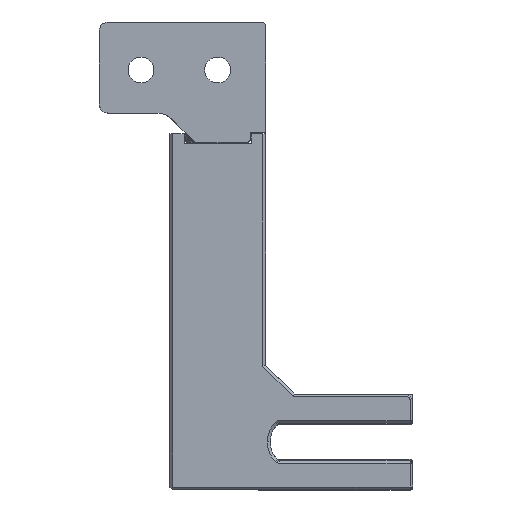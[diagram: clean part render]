
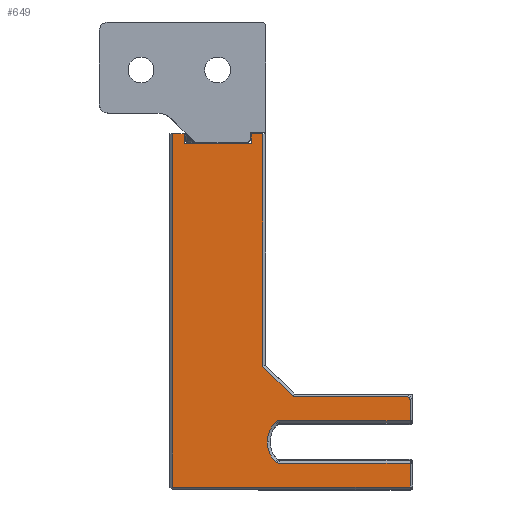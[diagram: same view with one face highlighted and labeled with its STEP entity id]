
A CAD part, top view. The second image highlights one B-rep face of the part: STEP entity #649.
In plain terms, the highlighted planar face has unit normal (0, 0, 1).
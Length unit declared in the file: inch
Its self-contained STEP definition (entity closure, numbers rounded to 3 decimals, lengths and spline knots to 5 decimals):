
#649=ADVANCED_FACE('',(#1382),#1383,.F.);
#1382=FACE_OUTER_BOUND('',#4090,.T.);
#1383=PLANE('',#4091);
#4090=EDGE_LOOP('',(#6036,#6037,#6038,#6039,#6040,#6041,#6042,#6043,#6044,#6045,#6046,#6047,#6048,#6049,#6050,#6051,#6052,#6053,#6054,#6055,#6056,#6057));
#4091=AXIS2_PLACEMENT_3D('',#6058,#6059,#6060);
#6036=ORIENTED_EDGE('',*,*,#7455,.F.);
#6037=ORIENTED_EDGE('',*,*,#6920,.F.);
#6038=ORIENTED_EDGE('',*,*,#7492,.F.);
#6039=ORIENTED_EDGE('',*,*,#7556,.F.);
#6040=ORIENTED_EDGE('',*,*,#7641,.F.);
#6041=ORIENTED_EDGE('',*,*,#7494,.F.);
#6042=ORIENTED_EDGE('',*,*,#7642,.F.);
#6043=ORIENTED_EDGE('',*,*,#7175,.F.);
#6044=ORIENTED_EDGE('',*,*,#7349,.F.);
#6045=ORIENTED_EDGE('',*,*,#7643,.F.);
#6046=ORIENTED_EDGE('',*,*,#7644,.F.);
#6047=ORIENTED_EDGE('',*,*,#7344,.F.);
#6048=ORIENTED_EDGE('',*,*,#6911,.F.);
#6049=ORIENTED_EDGE('',*,*,#7059,.F.);
#6050=ORIENTED_EDGE('',*,*,#7054,.F.);
#6051=ORIENTED_EDGE('',*,*,#6948,.F.);
#6052=ORIENTED_EDGE('',*,*,#7048,.F.);
#6053=ORIENTED_EDGE('',*,*,#7645,.F.);
#6054=ORIENTED_EDGE('',*,*,#7587,.T.);
#6055=ORIENTED_EDGE('',*,*,#7092,.T.);
#6056=ORIENTED_EDGE('',*,*,#7646,.T.);
#6057=ORIENTED_EDGE('',*,*,#7080,.F.);
#6058=CARTESIAN_POINT('',(-2.64275,-2.9055,-1.83858));
#6059=DIRECTION('',(0.0,0.0,-1.0));
#6060=DIRECTION('',(1.0,0.0,0.0));
#6911=EDGE_CURVE('',#7909,#7902,#7911,.T.);
#6920=EDGE_CURVE('',#7925,#7927,#7928,.T.);
#6948=EDGE_CURVE('',#7977,#7978,#7979,.T.);
#7048=EDGE_CURVE('',#8149,#7977,#8151,.T.);
#7054=EDGE_CURVE('',#7978,#8158,#8159,.T.);
#7059=EDGE_CURVE('',#8158,#7909,#8165,.T.);
#7080=EDGE_CURVE('',#8199,#8201,#8202,.T.);
#7092=EDGE_CURVE('',#8217,#8221,#8223,.T.);
#7175=EDGE_CURVE('',#8356,#8358,#8359,.T.);
#7344=EDGE_CURVE('',#7902,#8630,#8631,.T.);
#7349=EDGE_CURVE('',#8636,#8356,#8638,.T.);
#7455=EDGE_CURVE('',#7927,#8199,#8781,.T.);
#7492=EDGE_CURVE('',#8824,#7925,#8826,.T.);
#7494=EDGE_CURVE('',#8828,#8829,#8830,.T.);
#7556=EDGE_CURVE('',#8908,#8824,#8910,.T.);
#7587=EDGE_CURVE('',#8946,#8217,#8947,.T.);
#7641=EDGE_CURVE('',#8829,#8908,#9015,.T.);
#7642=EDGE_CURVE('',#8358,#8828,#9016,.T.);
#7643=EDGE_CURVE('',#8369,#8636,#9017,.T.);
#7644=EDGE_CURVE('',#8630,#8369,#9018,.T.);
#7645=EDGE_CURVE('',#8946,#8149,#9019,.T.);
#7646=EDGE_CURVE('',#8221,#8201,#9020,.T.);
#7902=VERTEX_POINT('',#9318);
#7909=VERTEX_POINT('',#9335);
#7911=ELLIPSE('',#9338,0.06819,0.03937);
#7925=VERTEX_POINT('',#9355);
#7927=VERTEX_POINT('',#9358);
#7928=LINE('',#9359,#9360);
#7977=VERTEX_POINT('',#9434);
#7978=VERTEX_POINT('',#9435);
#7979=LINE('',#9436,#9437);
#8149=VERTEX_POINT('',#9677);
#8151=LINE('',#9680,#9681);
#8158=VERTEX_POINT('',#9691);
#8159=LINE('',#9692,#9693);
#8165=LINE('',#9702,#9703);
#8199=VERTEX_POINT('',#9747);
#8201=VERTEX_POINT('',#9750);
#8202=LINE('',#9751,#9752);
#8217=VERTEX_POINT('',#9773);
#8221=VERTEX_POINT('',#9779);
#8223=LINE('',#9782,#9783);
#8356=VERTEX_POINT('',#9982);
#8358=VERTEX_POINT('',#9985);
#8359=CIRCLE('',#9986,0.04724);
#8369=VERTEX_POINT('',#10000);
#8630=VERTEX_POINT('',#10409);
#8631=ELLIPSE('',#10410,0.06819,0.03937);
#8636=VERTEX_POINT('',#10416);
#8638=CIRCLE('',#10419,0.04724);
#8781=LINE('',#10645,#10646);
#8824=VERTEX_POINT('',#10701);
#8826=LINE('',#10704,#10705);
#8828=VERTEX_POINT('',#10707);
#8829=VERTEX_POINT('',#10708);
#8830=CIRCLE('',#10709,0.22441);
#8908=VERTEX_POINT('',#10835);
#8910=CIRCLE('',#10838,0.04724);
#8946=VERTEX_POINT('',#10892);
#8947=LINE('',#10893,#10894);
#9015=CIRCLE('',#11007,0.04724);
#9016=CIRCLE('',#11008,0.22441);
#9017=LINE('',#11009,#11010);
#9018=LINE('',#11011,#11012);
#9019=LINE('',#11013,#11014);
#9020=LINE('',#11015,#11016);
#9318=CARTESIAN_POINT('',(0.94258,-2.68856,-1.83858));
#9335=CARTESIAN_POINT('',(0.9222,-2.6811,-1.83858));
#9338=AXIS2_PLACEMENT_3D('',#11337,#11338,#11339);
#9355=CARTESIAN_POINT('',(0.95004,-3.22675,-1.83858));
#9358=CARTESIAN_POINT('',(0.95004,-3.42126,-1.83858));
#9359=CARTESIAN_POINT('',(0.95004,-3.05764,-1.83858));
#9360=VECTOR('',#11350,1.0);
#9434=CARTESIAN_POINT('',(-0.25985,-0.52058,-1.83858));
#9435=CARTESIAN_POINT('',(-0.25985,-2.43105,-1.83858));
#9436=CARTESIAN_POINT('',(-0.25985,-2.2403,-1.83858));
#9437=VECTOR('',#11389,1.0);
#9677=CARTESIAN_POINT('',(-0.35436,-0.52058,-1.83858));
#9680=CARTESIAN_POINT('',(-0.29528,-0.52058,-1.83858));
#9681=VECTOR('',#11529,1.0);
#9691=CARTESIAN_POINT('',(-0.00979,-2.6811,-1.83858));
#9692=CARTESIAN_POINT('',(-0.67445,-2.01645,-1.83858));
#9693=VECTOR('',#11533,1.0);
#9702=CARTESIAN_POINT('',(-1.50371,-2.6811,-1.83858));
#9703=VECTOR('',#11537,1.0);
#9747=CARTESIAN_POINT('',(-1.00001,-3.42126,-1.83858));
#9750=CARTESIAN_POINT('',(-1.00001,-0.52058,-1.83858));
#9751=CARTESIAN_POINT('',(-1.00001,-2.2403,-1.83858));
#9752=VECTOR('',#11564,1.0);
#9773=CARTESIAN_POINT('',(-0.90552,-0.59932,-1.83858));
#9779=CARTESIAN_POINT('',(-0.90552,-0.52058,-1.83858));
#9782=CARTESIAN_POINT('',(-0.90552,-0.55995,-1.83858));
#9783=VECTOR('',#11574,1.0);
#9982=CARTESIAN_POINT('',(-0.14049,-2.87913,-1.83858));
#9985=CARTESIAN_POINT('',(-0.15572,-2.88916,-1.83858));
#9986=AXIS2_PLACEMENT_3D('',#11670,#11671,#11672);
#10000=CARTESIAN_POINT('',(0.95004,-2.87562,-1.83858));
#10409=CARTESIAN_POINT('',(0.95004,-2.70894,-1.83858));
#10410=AXIS2_PLACEMENT_3D('',#11886,#11887,#11888);
#10416=CARTESIAN_POINT('',(-0.1226,-2.87562,-1.83858));
#10419=AXIS2_PLACEMENT_3D('',#11894,#11895,#11896);
#10645=CARTESIAN_POINT('',(-1.50371,-3.42126,-1.83858));
#10646=VECTOR('',#12022,1.0);
#10701=CARTESIAN_POINT('',(-0.1226,-3.22675,-1.83858));
#10704=CARTESIAN_POINT('',(-1.73754,-3.22675,-1.83858));
#10705=VECTOR('',#12069,1.0);
#10707=CARTESIAN_POINT('',(-0.22281,-3.05118,-1.83858));
#10708=CARTESIAN_POINT('',(-0.15572,-3.2132,-1.83858));
#10709=AXIS2_PLACEMENT_3D('',#12070,#12071,#12072);
#10835=CARTESIAN_POINT('',(-0.14049,-3.22323,-1.83858));
#10838=AXIS2_PLACEMENT_3D('',#12143,#12144,#12145);
#10892=CARTESIAN_POINT('',(-0.35436,-0.59932,-1.83858));
#10893=CARTESIAN_POINT('',(-1.33387,-0.59932,-1.83858));
#10894=VECTOR('',#12177,1.0);
#11007=AXIS2_PLACEMENT_3D('',#12231,#12232,#12233);
#11008=AXIS2_PLACEMENT_3D('',#12234,#12235,#12236);
#11009=CARTESIAN_POINT('',(-1.73754,-2.87562,-1.83858));
#11010=VECTOR('',#12237,1.0);
#11011=CARTESIAN_POINT('',(0.95004,-3.05764,-1.83858));
#11012=VECTOR('',#12238,1.0);
#11013=CARTESIAN_POINT('',(-0.35436,-0.55995,-1.83858));
#11014=VECTOR('',#12239,1.0);
#11015=CARTESIAN_POINT('',(-0.96458,-0.52058,-1.83858));
#11016=VECTOR('',#12240,1.0);
#11337=CARTESIAN_POINT('',(0.89436,-2.73678,-1.83858));
#11338=DIRECTION('',(0.0,0.0,-1.0));
#11339=DIRECTION('',(0.707,0.707,0.0));
#11350=DIRECTION('',(0.0,-1.0,0.0));
#11389=DIRECTION('',(0.0,-1.0,0.0));
#11529=DIRECTION('',(1.0,0.0,0.0));
#11533=DIRECTION('',(0.707,-0.707,0.0));
#11537=DIRECTION('',(1.0,0.0,0.0));
#11564=DIRECTION('',(0.0,1.0,0.0));
#11574=DIRECTION('',(0.0,1.0,0.0));
#11670=CARTESIAN_POINT('',(-0.1226,-2.92286,-1.83858));
#11671=DIRECTION('',(0.0,0.0,1.0));
#11672=DIRECTION('',(-0.379,0.926,0.0));
#11886=CARTESIAN_POINT('',(0.89436,-2.73678,-1.83858));
#11887=DIRECTION('',(0.0,0.0,-1.0));
#11888=DIRECTION('',(0.707,0.707,0.0));
#11894=CARTESIAN_POINT('',(-0.1226,-2.92286,-1.83858));
#11895=DIRECTION('',(0.0,0.0,1.0));
#11896=DIRECTION('',(-0.379,0.926,0.0));
#12022=DIRECTION('',(-1.0,0.0,0.0));
#12069=DIRECTION('',(1.0,0.0,0.0));
#12070=CARTESIAN_POINT('',(0.00159,-3.05315,-1.83858));
#12071=DIRECTION('',(0.0,0.0,1.0));
#12072=DIRECTION('',(0.,-1.0,0.0));
#12143=CARTESIAN_POINT('',(-0.1226,-3.1795,-1.83858));
#12144=DIRECTION('',(0.0,0.0,1.0));
#12145=DIRECTION('',(-0.379,-0.926,0.0));
#12177=DIRECTION('',(-1.0,0.0,0.0));
#12231=CARTESIAN_POINT('',(-0.1226,-3.1795,-1.83858));
#12232=DIRECTION('',(0.0,0.0,1.0));
#12233=DIRECTION('',(-0.379,-0.926,0.0));
#12234=CARTESIAN_POINT('',(0.00159,-3.04921,-1.83858));
#12235=DIRECTION('',(0.0,-0.0,1.0));
#12236=DIRECTION('',(0.,1.0,0.0));
#12237=DIRECTION('',(-1.0,0.0,0.0));
#12238=DIRECTION('',(0.0,-1.0,0.0));
#12239=DIRECTION('',(0.0,1.0,0.0));
#12240=DIRECTION('',(-1.0,0.0,0.0));
